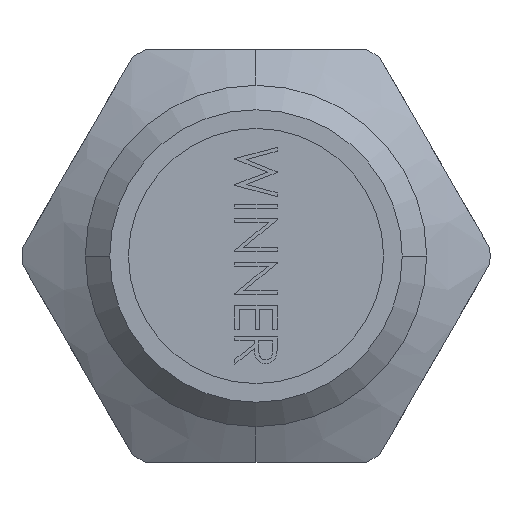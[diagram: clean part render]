
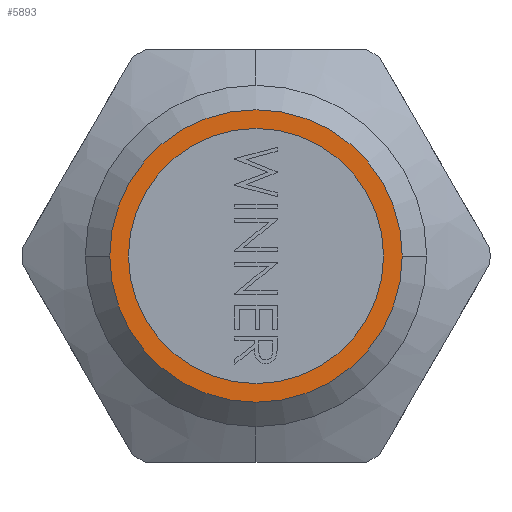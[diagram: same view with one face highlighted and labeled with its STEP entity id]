
A CAD part, left-side view. The second image highlights one B-rep face of the part: STEP entity #5893.
In plain terms, the highlighted planar face has unit normal (-1, 0, 0).
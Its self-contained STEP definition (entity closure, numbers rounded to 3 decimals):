
#91 = EDGE_LOOP ( 'NONE', ( #9245, #1440 ) ) ;
#541 = CIRCLE ( 'NONE', #11166, 7.85 ) ;
#968 = EDGE_CURVE ( 'NONE', #1966, #4381, #2822, .T. ) ;
#976 = CARTESIAN_POINT ( 'NONE',  ( -57.5, 0., 0. ) ) ;
#1047 = CARTESIAN_POINT ( 'NONE',  ( -57.5, 0., 0. ) ) ;
#1124 = CARTESIAN_POINT ( 'NONE',  ( -57.5, -9., 0. ) ) ;
#1440 = ORIENTED_EDGE ( 'NONE', *, *, #968, .F. ) ;
#1577 = AXIS2_PLACEMENT_3D ( 'NONE', #9100, #6020, #4224 ) ;
#1943 = EDGE_CURVE ( 'NONE', #12304, #2081, #541, .T. ) ;
#1951 = DIRECTION ( 'NONE',  ( -1., 0., 0. ) ) ;
#1966 = VERTEX_POINT ( 'NONE', #3019 ) ;
#2081 = VERTEX_POINT ( 'NONE', #8025 ) ;
#2139 = CARTESIAN_POINT ( 'NONE',  ( -57.5, 0., 7.85 ) ) ;
#2822 = CIRCLE ( 'NONE', #12341, 9. ) ;
#3019 = CARTESIAN_POINT ( 'NONE',  ( -57.5, 9., 0. ) ) ;
#3059 = EDGE_CURVE ( 'NONE', #2081, #12304, #11792, .T. ) ;
#4224 = DIRECTION ( 'NONE',  ( 0., 0., 1. ) ) ;
#4381 = VERTEX_POINT ( 'NONE', #1124 ) ;
#4470 = AXIS2_PLACEMENT_3D ( 'NONE', #976, #5873, #10685 ) ;
#4493 = DIRECTION ( 'NONE',  ( 1., 0., 0. ) ) ;
#5873 = DIRECTION ( 'NONE',  ( -1., 0., 0. ) ) ;
#5893 = ADVANCED_FACE ( 'NONE', ( #10541, #10559 ), #7793, .T. ) ;
#5902 = DIRECTION ( 'NONE',  ( 1., 0., 0. ) ) ;
#6020 = DIRECTION ( 'NONE',  ( -1., 0., 0. ) ) ;
#7337 = CIRCLE ( 'NONE', #9524, 9. ) ;
#7717 = EDGE_LOOP ( 'NONE', ( #11381, #7915 ) ) ;
#7793 = PLANE ( 'NONE',  #4470 ) ;
#7915 = ORIENTED_EDGE ( 'NONE', *, *, #3059, .F. ) ;
#8025 = CARTESIAN_POINT ( 'NONE',  ( -57.5, 0., -7.85 ) ) ;
#8303 = DIRECTION ( 'NONE',  ( 0., -1., 0. ) ) ;
#8866 = CARTESIAN_POINT ( 'NONE',  ( -57.5, 0., 0. ) ) ;
#9100 = CARTESIAN_POINT ( 'NONE',  ( -57.5, 0., 0. ) ) ;
#9245 = ORIENTED_EDGE ( 'NONE', *, *, #9463, .F. ) ;
#9463 = EDGE_CURVE ( 'NONE', #4381, #1966, #7337, .T. ) ;
#9524 = AXIS2_PLACEMENT_3D ( 'NONE', #8866, #5902, #9894 ) ;
#9894 = DIRECTION ( 'NONE',  ( 0., -1., 0. ) ) ;
#10297 = CARTESIAN_POINT ( 'NONE',  ( -57.5, 0., 0. ) ) ;
#10541 = FACE_OUTER_BOUND ( 'NONE', #91, .T. ) ;
#10559 = FACE_BOUND ( 'NONE', #7717, .T. ) ;
#10685 = DIRECTION ( 'NONE',  ( 0., 1., 0. ) ) ;
#11166 = AXIS2_PLACEMENT_3D ( 'NONE', #1047, #1951, #12554 ) ;
#11381 = ORIENTED_EDGE ( 'NONE', *, *, #1943, .F. ) ;
#11792 = CIRCLE ( 'NONE', #1577, 7.85 ) ;
#12304 = VERTEX_POINT ( 'NONE', #2139 ) ;
#12341 = AXIS2_PLACEMENT_3D ( 'NONE', #10297, #4493, #8303 ) ;
#12554 = DIRECTION ( 'NONE',  ( 0., 0., 1. ) ) ;
